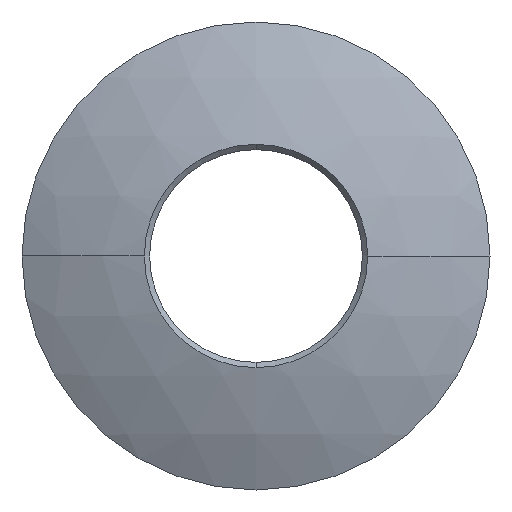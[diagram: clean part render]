
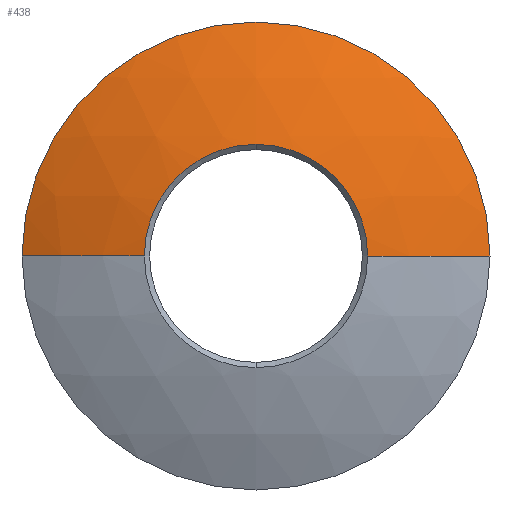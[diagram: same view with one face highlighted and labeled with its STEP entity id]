
A CAD part, front view. The second image highlights one B-rep face of the part: STEP entity #438.
In plain terms, the highlighted spherical face has radius 25 mm.
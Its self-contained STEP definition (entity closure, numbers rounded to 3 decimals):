
#309 = DIRECTION ( 'NONE',  ( 0., 0., -1. ) ) ;
#338 = CARTESIAN_POINT ( 'NONE',  ( 0., 24.443, 0. ) ) ;
#351 = EDGE_CURVE ( 'NONE', #413, #412, #826, .T. ) ;
#352 = ORIENTED_EDGE ( 'NONE', *, *, #351, .F. ) ;
#353 = ORIENTED_EDGE ( 'NONE', *, *, #431, .T. ) ;
#354 = EDGE_LOOP ( 'NONE', ( #353, #437, #363, #352, #405, #374 ) ) ;
#363 = ORIENTED_EDGE ( 'NONE', *, *, #372, .T. ) ;
#372 = EDGE_CURVE ( 'NONE', #436, #412, #796, .T. ) ;
#373 = EDGE_CURVE ( 'NONE', #440, #413, #800, .T. ) ;
#374 = ORIENTED_EDGE ( 'NONE', *, *, #375, .F. ) ;
#375 = EDGE_CURVE ( 'NONE', #428, #440, #727, .T. ) ;
#405 = ORIENTED_EDGE ( 'NONE', *, *, #373, .F. ) ;
#412 = VERTEX_POINT ( 'NONE', #1032 ) ;
#413 = VERTEX_POINT ( 'NONE', #931 ) ;
#422 = VERTEX_POINT ( 'NONE', #897 ) ;
#428 = VERTEX_POINT ( 'NONE', #894 ) ;
#431 = EDGE_CURVE ( 'NONE', #428, #422, #993, .T. ) ;
#436 = VERTEX_POINT ( 'NONE', #989 ) ;
#437 = ORIENTED_EDGE ( 'NONE', *, *, #439, .T. ) ;
#438 = ADVANCED_FACE ( 'NONE', ( #984 ), #1006, .T. ) ;
#439 = EDGE_CURVE ( 'NONE', #422, #436, #908, .T. ) ;
#440 = VERTEX_POINT ( 'NONE', #988 ) ;
#643 = DIRECTION ( 'NONE',  ( -1., 0., 0. ) ) ;
#713 = DIRECTION ( 'NONE',  ( 0., 0., -1. ) ) ;
#714 = DIRECTION ( 'NONE',  ( 0., -1., 0. ) ) ;
#715 = CARTESIAN_POINT ( 'NONE',  ( 0., 0., 0. ) ) ;
#716 = AXIS2_PLACEMENT_3D ( 'NONE', #715, #714, #713 ) ;
#721 = DIRECTION ( 'NONE',  ( 0., 0., -1. ) ) ;
#722 = DIRECTION ( 'NONE',  ( 0., -1., 0. ) ) ;
#723 = DIRECTION ( 'NONE',  ( 1., 0., 0. ) ) ;
#724 = DIRECTION ( 'NONE',  ( 0., 0., 1. ) ) ;
#725 = CARTESIAN_POINT ( 'NONE',  ( 0., 24.443, 0. ) ) ;
#726 = AXIS2_PLACEMENT_3D ( 'NONE', #338, #309, #643 ) ;
#727 = CIRCLE ( 'NONE', #726, 25. ) ;
#796 = CIRCLE ( 'NONE', #799, 25. ) ;
#799 = AXIS2_PLACEMENT_3D ( 'NONE', #725, #724, #723 ) ;
#800 = CIRCLE ( 'NONE', #807, 5.25 ) ;
#802 = CARTESIAN_POINT ( 'NONE',  ( 0., 0., 0. ) ) ;
#807 = AXIS2_PLACEMENT_3D ( 'NONE', #802, #722, #721 ) ;
#826 = CIRCLE ( 'NONE', #716, 5.25 ) ;
#894 = CARTESIAN_POINT ( 'NONE',  ( 11., 1.993, 0. ) ) ;
#897 = CARTESIAN_POINT ( 'NONE',  ( 0., 1.993, 11. ) ) ;
#898 = AXIS2_PLACEMENT_3D ( 'NONE', #992, #991, #990 ) ;
#905 = DIRECTION ( 'NONE',  ( 0., 0., -1. ) ) ;
#906 = DIRECTION ( 'NONE',  ( 0., -1., 0. ) ) ;
#907 = CARTESIAN_POINT ( 'NONE',  ( 0., 1.993, 0. ) ) ;
#908 = CIRCLE ( 'NONE', #995, 11. ) ;
#931 = CARTESIAN_POINT ( 'NONE',  ( 0., 0., 5.25 ) ) ;
#981 = DIRECTION ( 'NONE',  ( 1., 0., 0. ) ) ;
#982 = DIRECTION ( 'NONE',  ( 0., 0., 1. ) ) ;
#983 = AXIS2_PLACEMENT_3D ( 'NONE', #996, #982, #981 ) ;
#984 = FACE_OUTER_BOUND ( 'NONE', #354, .T. ) ;
#988 = CARTESIAN_POINT ( 'NONE',  ( 5.25, 0., 0. ) ) ;
#989 = CARTESIAN_POINT ( 'NONE',  ( -11., 1.993, 0. ) ) ;
#990 = DIRECTION ( 'NONE',  ( 0., 0., -1. ) ) ;
#991 = DIRECTION ( 'NONE',  ( 0., -1., 0. ) ) ;
#992 = CARTESIAN_POINT ( 'NONE',  ( 0., 1.993, 0. ) ) ;
#993 = CIRCLE ( 'NONE', #898, 11. ) ;
#995 = AXIS2_PLACEMENT_3D ( 'NONE', #907, #906, #905 ) ;
#996 = CARTESIAN_POINT ( 'NONE',  ( 0., 24.443, 0. ) ) ;
#1006 = SPHERICAL_SURFACE ( 'NONE', #983, 25. ) ;
#1032 = CARTESIAN_POINT ( 'NONE',  ( -5.25, 0., 0. ) ) ;
